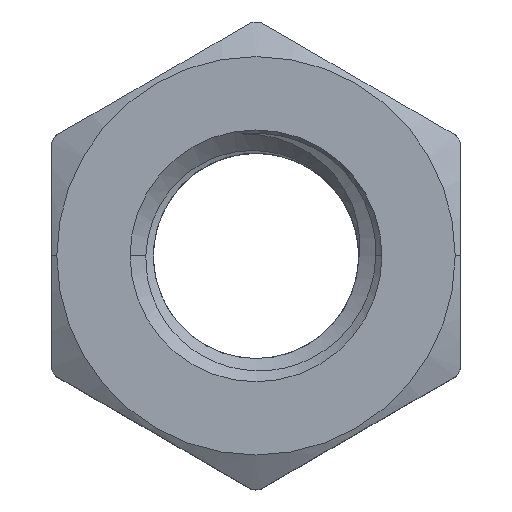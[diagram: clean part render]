
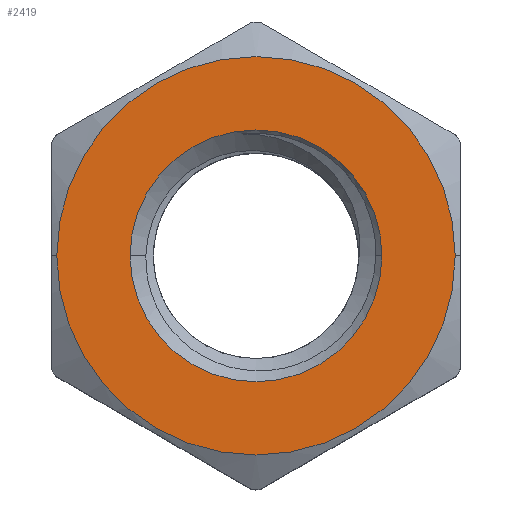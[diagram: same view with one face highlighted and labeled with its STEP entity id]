
A CAD part, top view. The second image highlights one B-rep face of the part: STEP entity #2419.
In plain terms, the highlighted planar face has unit normal (0, 0, 1).
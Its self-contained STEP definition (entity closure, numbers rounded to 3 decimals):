
#51 = DIRECTION ( 'NONE',  ( 0., 0., 1. ) ) ;
#54 = AXIS2_PLACEMENT_3D ( 'NONE', #2242, #1115, #443 ) ;
#120 = EDGE_CURVE ( 'NONE', #2815, #2180, #1278, .T. ) ;
#273 = AXIS2_PLACEMENT_3D ( 'NONE', #1603, #51, #1588 ) ;
#416 = CIRCLE ( 'NONE', #54, 4.875 ) ;
#443 = DIRECTION ( 'NONE',  ( 1., 0., 0. ) ) ;
#458 = EDGE_CURVE ( 'NONE', #1707, #1555, #416, .T. ) ;
#562 = CARTESIAN_POINT ( 'NONE',  ( -4.875, 0., 2.5 ) ) ;
#584 = FACE_OUTER_BOUND ( 'NONE', #1163, .T. ) ;
#828 = CARTESIAN_POINT ( 'NONE',  ( 0., 0., 2.5 ) ) ;
#839 = DIRECTION ( 'NONE',  ( 0., 0., 1. ) ) ;
#840 = CARTESIAN_POINT ( 'NONE',  ( 0., 0., 2.5 ) ) ;
#874 = DIRECTION ( 'NONE',  ( 0., 0., 1. ) ) ;
#928 = ORIENTED_EDGE ( 'NONE', *, *, #965, .T. ) ;
#965 = EDGE_CURVE ( 'NONE', #1555, #1707, #2457, .T. ) ;
#1115 = DIRECTION ( 'NONE',  ( 0., 0., 1. ) ) ;
#1146 = EDGE_CURVE ( 'NONE', #2180, #2815, #1552, .T. ) ;
#1163 = EDGE_LOOP ( 'NONE', ( #928, #2263 ) ) ;
#1273 = PLANE ( 'NONE',  #1486 ) ;
#1278 = CIRCLE ( 'NONE', #2718, 3.081 ) ;
#1313 = FACE_BOUND ( 'NONE', #2461, .T. ) ;
#1411 = CARTESIAN_POINT ( 'NONE',  ( 4.875, 0., 2.5 ) ) ;
#1486 = AXIS2_PLACEMENT_3D ( 'NONE', #2397, #839, #2619 ) ;
#1552 = CIRCLE ( 'NONE', #1953, 3.081 ) ;
#1555 = VERTEX_POINT ( 'NONE', #1411 ) ;
#1588 = DIRECTION ( 'NONE',  ( 1., 0., 0. ) ) ;
#1603 = CARTESIAN_POINT ( 'NONE',  ( 0., 0., 2.5 ) ) ;
#1707 = VERTEX_POINT ( 'NONE', #562 ) ;
#1786 = ORIENTED_EDGE ( 'NONE', *, *, #1146, .F. ) ;
#1953 = AXIS2_PLACEMENT_3D ( 'NONE', #828, #874, #1969 ) ;
#1969 = DIRECTION ( 'NONE',  ( 1., 0., 0. ) ) ;
#2089 = ORIENTED_EDGE ( 'NONE', *, *, #120, .F. ) ;
#2175 = DIRECTION ( 'NONE',  ( 0., 0., 1. ) ) ;
#2180 = VERTEX_POINT ( 'NONE', #2591 ) ;
#2242 = CARTESIAN_POINT ( 'NONE',  ( 0., 0., 2.5 ) ) ;
#2263 = ORIENTED_EDGE ( 'NONE', *, *, #458, .T. ) ;
#2388 = DIRECTION ( 'NONE',  ( 1., 0., 0. ) ) ;
#2397 = CARTESIAN_POINT ( 'NONE',  ( 0., 0., 2.5 ) ) ;
#2419 = ADVANCED_FACE ( 'NONE', ( #1313, #584 ), #1273, .T. ) ;
#2457 = CIRCLE ( 'NONE', #273, 4.875 ) ;
#2461 = EDGE_LOOP ( 'NONE', ( #2089, #1786 ) ) ;
#2591 = CARTESIAN_POINT ( 'NONE',  ( -3.081, 0., 2.5 ) ) ;
#2619 = DIRECTION ( 'NONE',  ( 1., 0., 0. ) ) ;
#2701 = CARTESIAN_POINT ( 'NONE',  ( 3.081, 0., 2.5 ) ) ;
#2718 = AXIS2_PLACEMENT_3D ( 'NONE', #840, #2175, #2388 ) ;
#2815 = VERTEX_POINT ( 'NONE', #2701 ) ;
